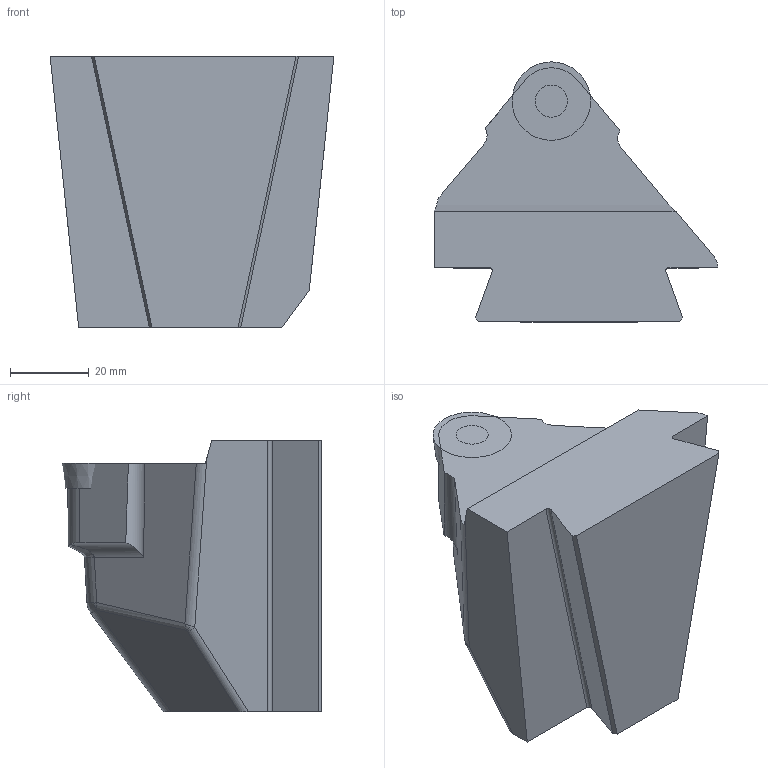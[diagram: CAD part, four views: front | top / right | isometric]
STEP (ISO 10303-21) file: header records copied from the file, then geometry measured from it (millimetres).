
FILE_DESCRIPTION(/* description */ (''),/* implementation_level */ '2;1');
FILE_NAME(/* name */ 'KHPRSCL20_SIM.stp',/* time_stamp */ '2022-12-08T13:49:44+01:00',/* author */ (''),/* organization */ (''),/* preprocessor_version */ 'ST-DEVELOPER v18.102',/* originating_system */ 'SIEMENS PLM Software NX 2027',/* authorisation */ '');
FILE_SCHEMA (('AUTOMOTIVE_DESIGN { 1 0 10303 214 3 1 1 1 }'));
Length unit declared in the file: millimetre
Products named in the file (1): model1
Bounding box: 72.3 x 66.2 x 69.25 mm (x, y, z)
Volume: 153337.1 mm3; surface area: 20135.2 mm2
Topology: 2 solids, 2 shells, 44 faces, 111 edges, 70 vertices
Faces by surface type: plane 21, cylinder 13, bspline 8, cone 2
Full cylindrical faces by diameter (mm): 6.5 x1
Entity records: 1475 total; most frequent: CARTESIAN_POINT 467, ORIENTED_EDGE 214, DIRECTION 186, EDGE_CURVE 107, VERTEX_POINT 70, AXIS2_PLACEMENT_3D 64, LINE 58, VECTOR 58
